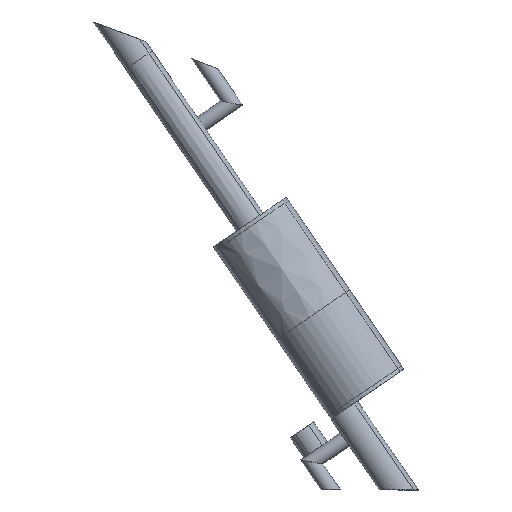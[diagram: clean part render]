
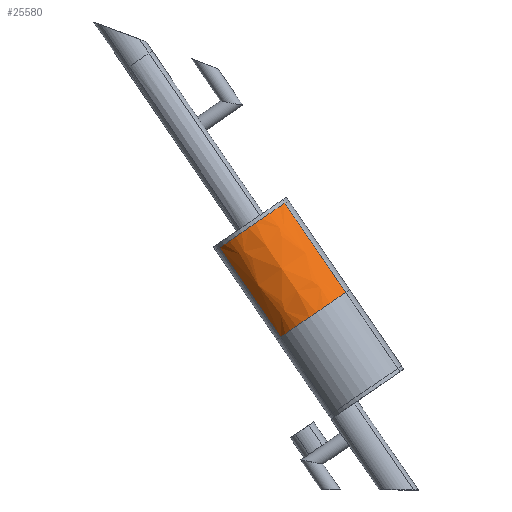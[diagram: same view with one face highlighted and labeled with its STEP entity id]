
A CAD part, top view. The second image highlights one B-rep face of the part: STEP entity #25580.
In plain terms, the highlighted face is a extrusion surface.
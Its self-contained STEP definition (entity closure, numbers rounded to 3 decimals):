
#22430=CARTESIAN_POINT('',(133014.01,-32235.605,
10845.997));
#22440=VERTEX_POINT('',#22430);
#22470=CARTESIAN_POINT('',(142704.813,-30536.028,
3632.136));
#22480=DIRECTION('',(0.173,-0.985,0.));
#22490=DIRECTION('',(0.985,0.173,0.));
#22500=AXIS2_PLACEMENT_3D('',#22470,#22480,#22490);
#22510=CIRCLE('',#22500,12200.);
#22520=CARTESIAN_POINT('',(152395.615,-28836.452,
10845.997));
#22530=VERTEX_POINT('',#22520);
#22540=EDGE_CURVE('',#22530,#22440,#22510,.T.);
#23810=CARTESIAN_POINT('',(147731.531,-2242.348,
15053.789));
#23820=VERTEX_POINT('',#23810);
#23850=CARTESIAN_POINT('',(138040.729,-3941.925,
7839.928));
#23860=DIRECTION('',(0.173,-0.985,0.));
#23870=DIRECTION('',(0.985,0.173,0.));
#23880=AXIS2_PLACEMENT_3D('',#23850,#23860,#23870);
#23890=CIRCLE('',#23880,12200.);
#23900=CARTESIAN_POINT('',(128349.926,-5641.502,
15053.789));
#23910=VERTEX_POINT('',#23900);
#23920=EDGE_CURVE('',#23820,#23910,#23890,.T.);
#25250=CARTESIAN_POINT('',(133014.01,-32235.605,
10845.997));
#25260=DIRECTION('',(-0.171,0.973,
0.154));
#25270=VECTOR('',#25260,1.);
#25280=LINE('',#25250,#25270);
#25290=EDGE_CURVE('',#22440,#23910,#25280,.T.);
#25350=CARTESIAN_POINT('',(125638.965,9816.107,
17499.535));
#25360=CARTESIAN_POINT('',(127303.417,9764.507,
19670.604));
#25370=CARTESIAN_POINT('',(129767.012,9899.247,
21549.767));
#25380=CARTESIAN_POINT('',(132744.761,10292.11,
22367.445));
#25390=CARTESIAN_POINT('',(138176.873,11244.796,
22367.445));
#25400=CARTESIAN_POINT('',(141110.596,11888.689,
21549.767));
#25410=CARTESIAN_POINT('',(143473.013,12600.337,
19670.604));
#25420=CARTESIAN_POINT('',(145020.569,13215.26,
17499.535));
#25430=(BOUNDED_CURVE() B_SPLINE_CURVE(4,(#25350,#25360,#25370,#25380,
#25390,#25400,#25410,#25420),.UNSPECIFIED.,.F.,.F.) 
B_SPLINE_CURVE_WITH_KNOTS((5,3,5),(31991.295,43021.335,
54051.375),.UNSPECIFIED.) CURVE() GEOMETRIC_REPRESENTATION_ITEM()
 RATIONAL_B_SPLINE_CURVE((1.,1.,0.992,1.,1.,
0.992,1.,1.)) REPRESENTATION_ITEM(''));
#25440=DIRECTION('',(-0.171,0.973,
0.154));
#25450=VECTOR('',#25440,1.);
#25460=SURFACE_OF_LINEAR_EXTRUSION('',#25430,#25450);
#25470=ORIENTED_EDGE('',*,*,#25290,.F.);
#25480=ORIENTED_EDGE('',*,*,#23920,.T.);
#25490=CARTESIAN_POINT('',(152395.615,-28836.452,
10845.997));
#25500=DIRECTION('',(-0.171,0.973,
0.154));
#25510=VECTOR('',#25500,1.);
#25520=LINE('',#25490,#25510);
#25530=EDGE_CURVE('',#22530,#23820,#25520,.T.);
#25540=ORIENTED_EDGE('',*,*,#25530,.T.);
#25550=ORIENTED_EDGE('',*,*,#22540,.F.);
#25560=EDGE_LOOP('',(#25550,#25540,#25480,#25470));
#25570=FACE_OUTER_BOUND('',#25560,.T.);
#25580=ADVANCED_FACE('',(#25570),#25460,.T.);
